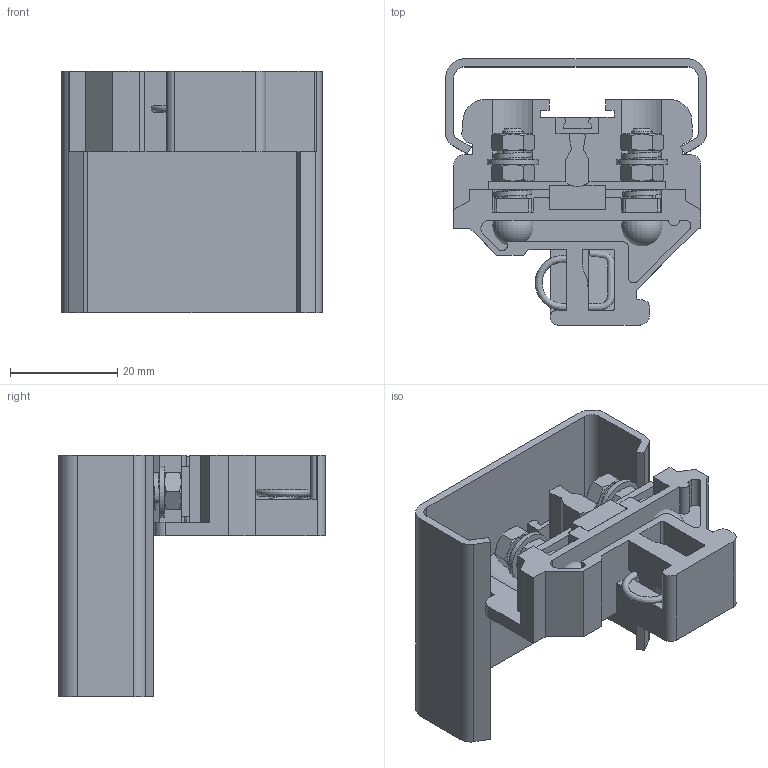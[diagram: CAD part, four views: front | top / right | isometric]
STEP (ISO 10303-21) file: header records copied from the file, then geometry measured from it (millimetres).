
FILE_DESCRIPTION(/* description */ ('Unknown'),/* implementation_level */ '2;1');
FILE_NAME(/* name */ 'CBTM4NV_3D',/* time_stamp */ '2023-01-27T13:51:55+05:00',/* author */ ('Unknown'),/* organization */ ('Unknown'),/* preprocessor_version */ 'ST-DEVELOPER v16.7',/* originating_system */ 'Solid Edge',/* authorisation */ 'Unknown');
FILE_SCHEMA (('AUTOMOTIVE_DESIGN {1 0 10303 214 3 1 1}'));
Length unit declared in the file: millimetre
Products named in the file (10): 1CBTM4NV; 6CBTM4NVH; 41TE1CSTSSP; 8CATM4NVC; 51BQKBTM4NV; 52LFCATM4W; 51NHCBTM4; 51WFCBTM4; 6CBTM4DP; 47PVC-PCCNV
Assembly tree (17 placements, depth 2):
  1CBTM4NV
    6CBTM4NVH
    41TE1CSTSSP
    8CATM4NVC
    51BQKBTM4NV  x2
    52LFCATM4W  x4
    51NHCBTM4  x4
    51WFCBTM4  x2
    6CBTM4DP
    47PVC-PCCNV
Bounding box: 48.5 x 49.59 x 45 mm (x, y, z)
Volume: 16160.5 mm3; surface area: 18781.7 mm2
Topology: 17 solids, 17 shells, 314 faces, 826 edges, 549 vertices
Faces by surface type: plane 207, cylinder 86, cone 10, bspline 9, torus 2
Full cylindrical faces by diameter (mm): 3.242 x4, 4 x4, 4.3 x4, 9.5 x2
Entity records: 9395 total; most frequent: CARTESIAN_POINT 2666, ORIENTED_EDGE 1306, DIRECTION 1293, EDGE_CURVE 653, LINE 497, VECTOR 497, VERTEX_POINT 441, AXIS2_PLACEMENT_3D 398
